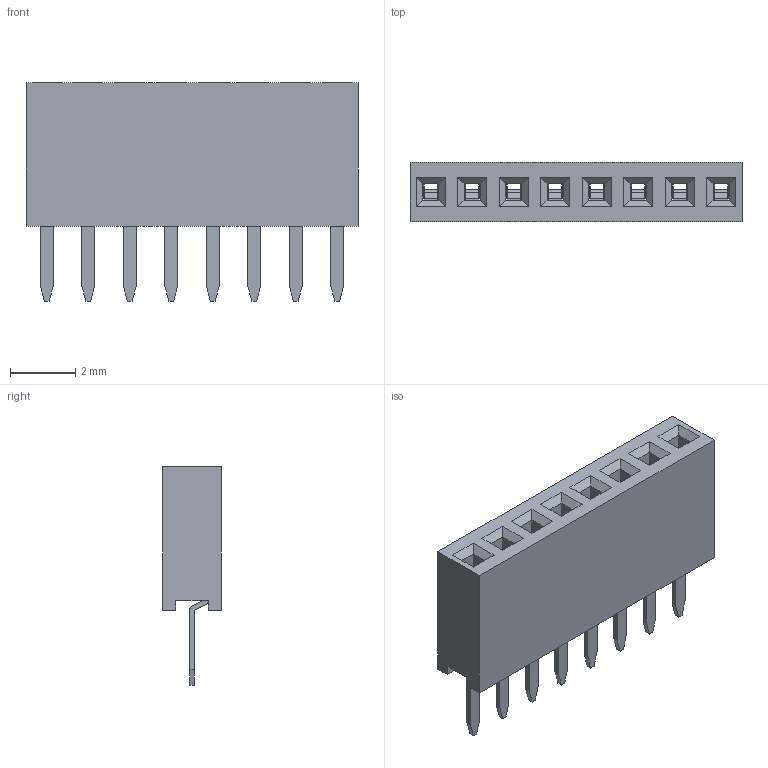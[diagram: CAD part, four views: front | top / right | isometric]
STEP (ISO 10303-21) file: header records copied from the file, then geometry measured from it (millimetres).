
FILE_DESCRIPTION(('STEP AP214'), '1');
FILE_NAME('PBS1.27', '', ('UNSPECIFIED'), ('UNSPECIFIED'), 'ASCON STEP Converter 1.6', 'ASCON Math Kernel', '');
FILE_SCHEMA(('AUTOMOTIVE_DESIGN { 1 0 10303 214 3 1 1}'));
Length unit declared in the file: millimetre
Bounding box: 10.16 x 1.8 x 6.7 mm (x, y, z)
Volume: 57.6 mm3; surface area: 414.1 mm2
Topology: 9 solids, 9 shells, 506 faces, 1336 edges, 848 vertices
Faces by surface type: plane 434, cylinder 72
Entity records: 19448 total; most frequent: CARTESIAN_POINT 2691, ORIENTED_EDGE 2672, DIRECTION 2494, EDGE_CURVE 1336, LINE 1192, VECTOR 1192, VERTEX_POINT 848, AXIS2_PLACEMENT_3D 651
